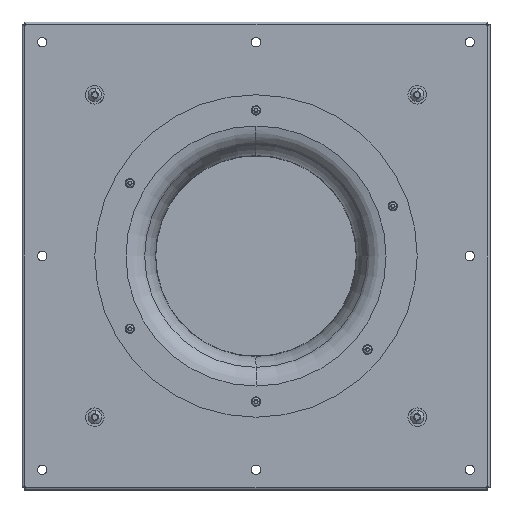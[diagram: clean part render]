
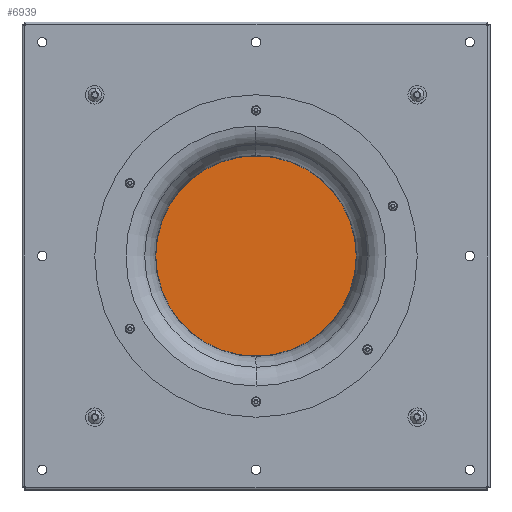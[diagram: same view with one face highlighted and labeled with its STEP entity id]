
A CAD part, front view. The second image highlights one B-rep face of the part: STEP entity #6939.
In plain terms, the highlighted planar face has unit normal (0, -1, 0).
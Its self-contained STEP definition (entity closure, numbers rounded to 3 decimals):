
#1862=CARTESIAN_POINT('',(0.,-130.506,0.));
#1863=DIRECTION('',(0.,-1.,0.));
#1864=DIRECTION('',(0.,0.,-1.));
#1865=AXIS2_PLACEMENT_3D('',#1862,#1863,#1864);
#1867=CARTESIAN_POINT('',(0.,-130.506,0.));
#1868=DIRECTION('',(0.,-1.,0.));
#1869=DIRECTION('',(0.,0.,1.));
#1870=AXIS2_PLACEMENT_3D('',#1867,#1868,#1869);
#3375=CARTESIAN_POINT('',(0.,-130.506,
-105.326));
#3376=VERTEX_POINT('',#3375);
#3377=CARTESIAN_POINT('',(0.,-130.506,
105.326));
#3378=VERTEX_POINT('',#3377);
#6930=CARTESIAN_POINT('',(0.,-130.506,0.));
#6931=DIRECTION('',(0.,1.,0.));
#6932=DIRECTION('',(0.,0.,1.));
#6933=AXIS2_PLACEMENT_3D('',#6930,#6931,#6932);
#6934=PLANE('',#6933);
#6935=ORIENTED_EDGE('',*,*,#4776,.F.);
#6936=ORIENTED_EDGE('',*,*,#4832,.F.);
#6937=EDGE_LOOP('',(#6935,#6936));
#6938=FACE_OUTER_BOUND('',#6937,.F.);
#6939=ADVANCED_FACE('',(#6938),#6934,.F.);
#1866=CIRCLE('',#1865,105.326);
#1871=CIRCLE('',#1870,105.326);
#4776=EDGE_CURVE('',#3376,#3378,#1866,.T.);
#4832=EDGE_CURVE('',#3378,#3376,#1871,.T.);
